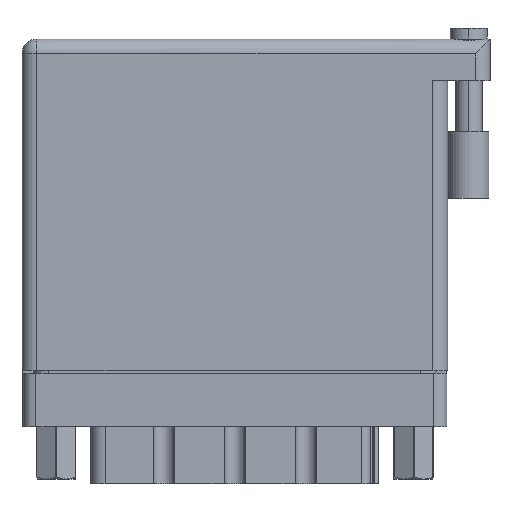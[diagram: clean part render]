
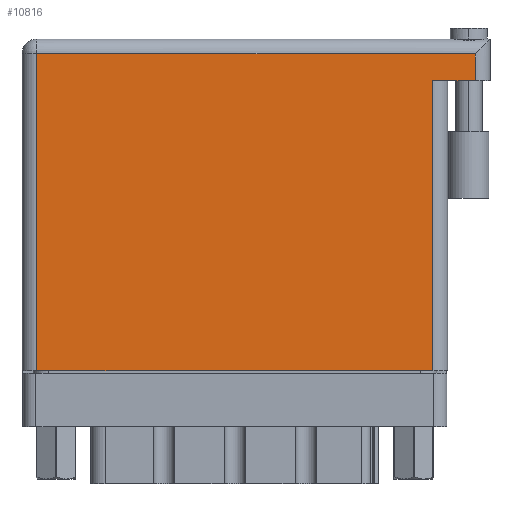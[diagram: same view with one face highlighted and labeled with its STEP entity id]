
A CAD part, front view. The second image highlights one B-rep face of the part: STEP entity #10816.
In plain terms, the highlighted face is planar.
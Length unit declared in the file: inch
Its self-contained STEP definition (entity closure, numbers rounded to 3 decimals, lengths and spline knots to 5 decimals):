
#1291 = DIRECTION ( 'NONE',  ( -1., 0., 0. ) ) ;
#1426 = DIRECTION ( 'NONE',  ( 0., 0., -1. ) ) ;
#1884 = VECTOR ( 'NONE', #1291, 39.37008 ) ;
#2344 = VERTEX_POINT ( 'NONE', #25384 ) ;
#4394 = VECTOR ( 'NONE', #43590, 39.37008 ) ;
#5993 = LINE ( 'NONE', #35683, #23713 ) ;
#7550 = ORIENTED_EDGE ( 'NONE', *, *, #33730, .F. ) ;
#7740 = CARTESIAN_POINT ( 'NONE',  ( 1.938, 1.369, 0. ) ) ;
#9363 = CARTESIAN_POINT ( 'NONE',  ( 0.07, 1.496, 0. ) ) ;
#9459 = EDGE_CURVE ( 'NONE', #35819, #10973, #33635, .T. ) ;
#9862 = EDGE_CURVE ( 'NONE', #31770, #35819, #5993, .T. ) ;
#10783 = LINE ( 'NONE', #43020, #37270 ) ;
#10816 = ADVANCED_FACE ( 'NONE', ( #20312 ), #19369, .F. ) ;
#10973 = VERTEX_POINT ( 'NONE', #20279 ) ;
#12888 = AXIS2_PLACEMENT_3D ( 'NONE', #26622, #1426, #26478 ) ;
#13465 = ORIENTED_EDGE ( 'NONE', *, *, #9459, .T. ) ;
#14808 = CARTESIAN_POINT ( 'NONE',  ( 1.938, 1.369, 0. ) ) ;
#15654 = CARTESIAN_POINT ( 'NONE',  ( 0., 1.496, 0. ) ) ;
#19369 = PLANE ( 'NONE',  #12888 ) ;
#20063 = CARTESIAN_POINT ( 'NONE',  ( 2.138, 1.496, 0. ) ) ;
#20279 = CARTESIAN_POINT ( 'NONE',  ( 1.938, 0., 0. ) ) ;
#20312 = FACE_OUTER_BOUND ( 'NONE', #45764, .T. ) ;
#21077 = ORIENTED_EDGE ( 'NONE', *, *, #35459, .T. ) ;
#23713 = VECTOR ( 'NONE', #39206, 39.37008 ) ;
#23821 = ORIENTED_EDGE ( 'NONE', *, *, #36134, .T. ) ;
#25034 = DIRECTION ( 'NONE',  ( 0., 1., 0. ) ) ;
#25384 = CARTESIAN_POINT ( 'NONE',  ( 2.138, 1.369, 0. ) ) ;
#26089 = DIRECTION ( 'NONE',  ( -1., 0., 0. ) ) ;
#26330 = VECTOR ( 'NONE', #43213, 39.37008 ) ;
#26478 = DIRECTION ( 'NONE',  ( -1., 0., 0. ) ) ;
#26622 = CARTESIAN_POINT ( 'NONE',  ( 0., 1.566, 0. ) ) ;
#29273 = CARTESIAN_POINT ( 'NONE',  ( 0., 0., 0. ) ) ;
#29717 = EDGE_CURVE ( 'NONE', #10973, #43345, #45558, .T. ) ;
#31770 = VERTEX_POINT ( 'NONE', #9363 ) ;
#32619 = VERTEX_POINT ( 'NONE', #20063 ) ;
#32819 = CARTESIAN_POINT ( 'NONE',  ( 2.208, 1.369, 0. ) ) ;
#33635 = LINE ( 'NONE', #29273, #4394 ) ;
#33730 = EDGE_CURVE ( 'NONE', #2344, #43345, #39653, .T. ) ;
#34200 = ORIENTED_EDGE ( 'NONE', *, *, #29717, .T. ) ;
#35459 = EDGE_CURVE ( 'NONE', #2344, #32619, #10783, .T. ) ;
#35683 = CARTESIAN_POINT ( 'NONE',  ( 0.07, 0., 0. ) ) ;
#35819 = VERTEX_POINT ( 'NONE', #38038 ) ;
#36134 = EDGE_CURVE ( 'NONE', #32619, #31770, #43822, .T. ) ;
#37223 = ORIENTED_EDGE ( 'NONE', *, *, #9862, .T. ) ;
#37270 = VECTOR ( 'NONE', #25034, 39.37008 ) ;
#38038 = CARTESIAN_POINT ( 'NONE',  ( 0.07, 0., 0. ) ) ;
#39135 = VECTOR ( 'NONE', #26089, 39.37008 ) ;
#39206 = DIRECTION ( 'NONE',  ( 0., -1., 0. ) ) ;
#39653 = LINE ( 'NONE', #32819, #39135 ) ;
#43020 = CARTESIAN_POINT ( 'NONE',  ( 2.138, 1.566, 0. ) ) ;
#43213 = DIRECTION ( 'NONE',  ( 0., 1., 0. ) ) ;
#43345 = VERTEX_POINT ( 'NONE', #14808 ) ;
#43590 = DIRECTION ( 'NONE',  ( 1., 0., 0. ) ) ;
#43822 = LINE ( 'NONE', #15654, #1884 ) ;
#45558 = LINE ( 'NONE', #7740, #26330 ) ;
#45764 = EDGE_LOOP ( 'NONE', ( #13465, #34200, #7550, #21077, #23821, #37223 ) ) ;
